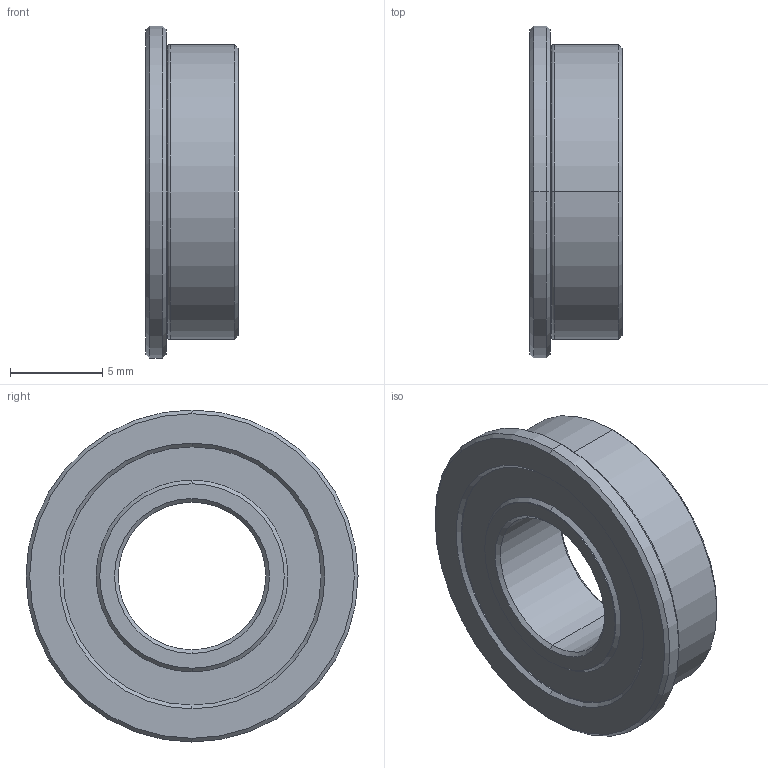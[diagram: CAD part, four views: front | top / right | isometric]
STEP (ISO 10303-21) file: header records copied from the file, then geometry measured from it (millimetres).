
FILE_DESCRIPTION (( 'STEP AP214' ), '1' );
FILE_NAME ('Flange Bearing 8x16x5mm楊擘粣創F688ZZ.step', '2016-10-28T04:15:16', ( 'dell' ), ( '' ), 'SwSTEP 2.0', 'SolidWorks 2013', '' );
FILE_SCHEMA (( 'AUTOMOTIVE_DESIGN' ));
Length unit declared in the file: millimetre
Products named in the file (1): Flange Bearing 8x16x5mm楊擘粣創F688ZZ
Bounding box: 5 x 18 x 18 mm (x, y, z)
Volume: 767.6 mm3; surface area: 798 mm2
Topology: 1 solids, 1 shells, 47 faces, 94 edges, 54 vertices
Faces by surface type: cone 18, cylinder 14, torus 8, plane 7
Entity records: 1260 total; most frequent: DIRECTION 252, CARTESIAN_POINT 196, ORIENTED_EDGE 188, AXIS2_PLACEMENT_3D 110, EDGE_CURVE 94, CIRCLE 62, EDGE_LOOP 54, VERTEX_POINT 54
